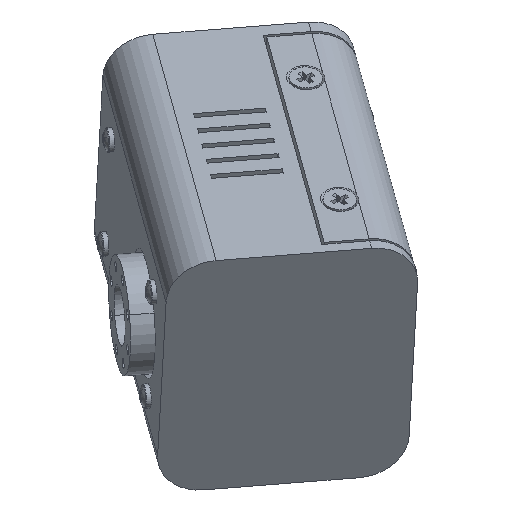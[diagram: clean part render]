
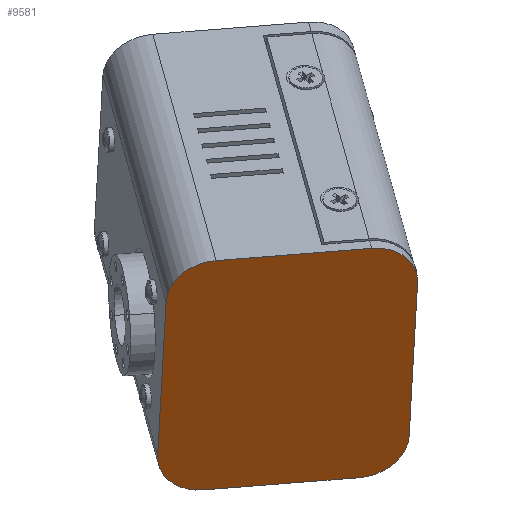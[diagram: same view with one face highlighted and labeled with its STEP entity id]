
A CAD part, left-side view. The second image highlights one B-rep face of the part: STEP entity #9581.
In plain terms, the highlighted planar face has unit normal (-0.761, -0.175, -0.625).
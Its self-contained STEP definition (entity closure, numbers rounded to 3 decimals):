
#185 = EDGE_CURVE ( 'NONE', #3569, #6559, #8029, .T. ) ;
#274 = CIRCLE ( 'NONE', #9611, 8. ) ;
#401 = EDGE_CURVE ( 'NONE', #1600, #3569, #9810, .T. ) ;
#427 = DIRECTION ( 'NONE',  ( -0.628, -0.043, 0.777 ) ) ;
#890 = CARTESIAN_POINT ( 'NONE',  ( -36.771, 405.22, -268.279 ) ) ;
#1127 = VERTEX_POINT ( 'NONE', #13232 ) ;
#1324 = DIRECTION ( 'NONE',  ( 0.628, 0.043, -0.777 ) ) ;
#1459 = CIRCLE ( 'NONE', #15033, 8. ) ;
#1600 = VERTEX_POINT ( 'NONE', #7900 ) ;
#1968 = EDGE_CURVE ( 'NONE', #7457, #9603, #1459, .T. ) ;
#2430 = CARTESIAN_POINT ( 'NONE',  ( -37.42, 409.155, -268.588 ) ) ;
#2999 = CARTESIAN_POINT ( 'NONE',  ( -63.015, 377.571, -228.593 ) ) ;
#3188 = ORIENTED_EDGE ( 'NONE', *, *, #14402, .T. ) ;
#3569 = VERTEX_POINT ( 'NONE', #16465 ) ;
#3759 = CARTESIAN_POINT ( 'NONE',  ( -67.884, 407.082, -230.906 ) ) ;
#3868 = EDGE_CURVE ( 'NONE', #16471, #1600, #274, .T. ) ;
#3872 = DIRECTION ( 'NONE',  ( -0.761, -0.175, -0.625 ) ) ;
#4357 = VERTEX_POINT ( 'NONE', #7687 ) ;
#4421 = ORIENTED_EDGE ( 'NONE', *, *, #1968, .T. ) ;
#4765 = CARTESIAN_POINT ( 'NONE',  ( -38.789, 371.261, -256.334 ) ) ;
#4947 = CARTESIAN_POINT ( 'NONE',  ( -67.235, 403.147, -230.598 ) ) ;
#5062 = ORIENTED_EDGE ( 'NONE', *, *, #3868, .T. ) ;
#5336 = DIRECTION ( 'NONE',  ( -0.162, 0.984, -0.077 ) ) ;
#5379 = VECTOR ( 'NONE', #16475, 1000. ) ;
#5382 = ORIENTED_EDGE ( 'NONE', *, *, #185, .T. ) ;
#5559 = CIRCLE ( 'NONE', #12810, 8. ) ;
#5911 = CARTESIAN_POINT ( 'NONE',  ( -57.99, 377.913, -234.808 ) ) ;
#6023 = VECTOR ( 'NONE', #14118, 1000. ) ;
#6173 = EDGE_CURVE ( 'NONE', #4357, #6559, #14985, .T. ) ;
#6211 = VECTOR ( 'NONE', #1324, 1000. ) ;
#6559 = VERTEX_POINT ( 'NONE', #890 ) ;
#6760 = EDGE_LOOP ( 'NONE', ( #5062, #8586, #5382, #10656, #3188, #11750, #4421, #11039 ) ) ;
#7122 = DIRECTION ( 'NONE',  ( -0.761, -0.175, -0.625 ) ) ;
#7457 = VERTEX_POINT ( 'NONE', #15556 ) ;
#7618 = EDGE_CURVE ( 'NONE', #7457, #1127, #16568, .T. ) ;
#7687 = CARTESIAN_POINT ( 'NONE',  ( -32.55, 379.643, -266.274 ) ) ;
#7900 = CARTESIAN_POINT ( 'NONE',  ( -63.508, 411.359, -237.43 ) ) ;
#8029 = CIRCLE ( 'NONE', #13788, 8. ) ;
#8477 = DIRECTION ( 'NONE',  ( -0.628, -0.043, 0.777 ) ) ;
#8561 = FACE_OUTER_BOUND ( 'NONE', #6760, .T. ) ;
#8586 = ORIENTED_EDGE ( 'NONE', *, *, #401, .T. ) ;
#9581 = ADVANCED_FACE ( 'NONE', ( #8561 ), #15748, .T. ) ;
#9603 = VERTEX_POINT ( 'NONE', #2999 ) ;
#9611 = AXIS2_PLACEMENT_3D ( 'NONE', #13336, #12956, #17669 ) ;
#9797 = EDGE_CURVE ( 'NONE', #9603, #16471, #13853, .T. ) ;
#9810 = LINE ( 'NONE', #14264, #6211 ) ;
#9964 = VECTOR ( 'NONE', #5336, 1000. ) ;
#10354 = DIRECTION ( 'NONE',  ( -0.628, -0.043, 0.777 ) ) ;
#10656 = ORIENTED_EDGE ( 'NONE', *, *, #6173, .F. ) ;
#11039 = ORIENTED_EDGE ( 'NONE', *, *, #9797, .T. ) ;
#11750 = ORIENTED_EDGE ( 'NONE', *, *, #7618, .F. ) ;
#12810 = AXIS2_PLACEMENT_3D ( 'NONE', #15172, #15068, #427 ) ;
#12824 = CARTESIAN_POINT ( 'NONE',  ( -62.21, 403.489, -236.813 ) ) ;
#12956 = DIRECTION ( 'NONE',  ( -0.761, -0.175, -0.625 ) ) ;
#13232 = CARTESIAN_POINT ( 'NONE',  ( -36.277, 371.432, -259.442 ) ) ;
#13336 = CARTESIAN_POINT ( 'NONE',  ( -62.21, 403.489, -236.813 ) ) ;
#13788 = AXIS2_PLACEMENT_3D ( 'NONE', #16806, #3872, #8477 ) ;
#13853 = LINE ( 'NONE', #3759, #6023 ) ;
#14118 = DIRECTION ( 'NONE',  ( -0.162, 0.984, -0.077 ) ) ;
#14264 = CARTESIAN_POINT ( 'NONE',  ( -45.607, 412.577, -259.573 ) ) ;
#14402 = EDGE_CURVE ( 'NONE', #4357, #1127, #5559, .T. ) ;
#14790 = DIRECTION ( 'NONE',  ( -0.628, -0.043, 0.777 ) ) ;
#14985 = LINE ( 'NONE', #2430, #9964 ) ;
#15033 = AXIS2_PLACEMENT_3D ( 'NONE', #5911, #17346, #14790 ) ;
#15068 = DIRECTION ( 'NONE',  ( -0.761, -0.175, -0.625 ) ) ;
#15172 = CARTESIAN_POINT ( 'NONE',  ( -37.575, 379.301, -260.059 ) ) ;
#15556 = CARTESIAN_POINT ( 'NONE',  ( -56.691, 370.043, -234.191 ) ) ;
#15748 = PLANE ( 'NONE',  #17188 ) ;
#16465 = CARTESIAN_POINT ( 'NONE',  ( -43.094, 412.748, -262.681 ) ) ;
#16471 = VERTEX_POINT ( 'NONE', #4947 ) ;
#16475 = DIRECTION ( 'NONE',  ( 0.628, 0.043, -0.777 ) ) ;
#16568 = LINE ( 'NONE', #4765, #5379 ) ;
#16806 = CARTESIAN_POINT ( 'NONE',  ( -41.796, 404.878, -262.064 ) ) ;
#17188 = AXIS2_PLACEMENT_3D ( 'NONE', #12824, #7122, #10354 ) ;
#17346 = DIRECTION ( 'NONE',  ( -0.761, -0.175, -0.625 ) ) ;
#17669 = DIRECTION ( 'NONE',  ( -0.628, -0.043, 0.777 ) ) ;
